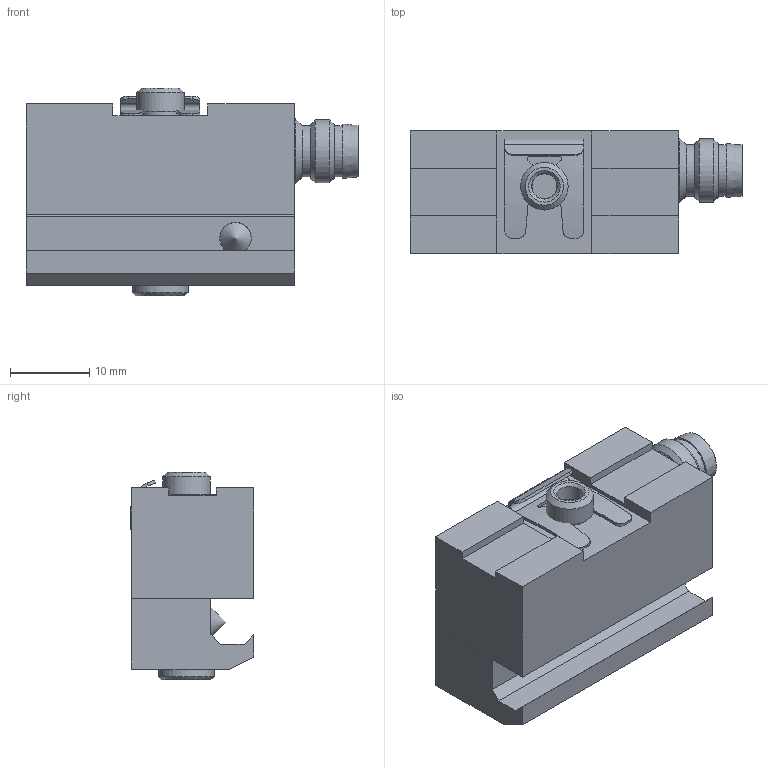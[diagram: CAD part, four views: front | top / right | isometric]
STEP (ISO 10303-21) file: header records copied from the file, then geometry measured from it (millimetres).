
FILE_DESCRIPTION(/* description */ ('STEP AP214'),/* implementation_level */ '2;1');
FILE_NAME(/* name */ '150851_SME-1-S-LED-24-B',/* time_stamp */ '2024-09-15T07:44:07+02:00',/* author */ ('License CC BY-ND 4.0'),/* organization */ ('CADENAS'),/* preprocessor_version */ 'ST-DEVELOPER v19.3',/* originating_system */ 'PARTsolutions',/* authorisation */ ' ');
FILE_SCHEMA (('AUTOMOTIVE_DESIGN {1 0 10303 214 3 1 1}'));
Length unit declared in the file: millimetre
Products named in the file (7): 150851 SME-1-S-LED-24-B; 150851 SME-1-S-LED-24-B---(sme1); 217691 SME-1; Tooth lock washer DIN 6797 A4.3; DIN-912 - M4x20(F); DIN-914 - M4x12(F); 331087 6-SXN-53
Assembly tree (6 placements, depth 2):
  150851 SME-1-S-LED-24-B
    150851 SME-1-S-LED-24-B---(sme1)
    217691 SME-1
    Tooth lock washer DIN 6797 A4.3
    DIN-912 - M4x20(F)
    DIN-914 - M4x12(F)
    331087 6-SXN-53
Bounding box: 42 x 15.6 x 26.3 mm (x, y, z)
Volume: 10993.8 mm3; surface area: 6001 mm2
Topology: 6 solids, 6 shells, 195 faces, 461 edges, 289 vertices
Faces by surface type: plane 103, cylinder 59, cone 30, torus 3
Full cylindrical faces by diameter (mm): 1 x3, 2 x1, 3.242 x2, 4 x2, 4.3 x1, 4.5 x1, 5 x1, 5.6 x1, 6 x1, 6.5 x2, 7 x1, 8 x1, 8.2 x2
Entity records: 5952 total; most frequent: CARTESIAN_POINT 1017, DIRECTION 931, ORIENTED_EDGE 824, EDGE_CURVE 412, AXIS2_PLACEMENT_3D 349, VERTEX_POINT 283, FACE_BOUND 257, EDGE_LOOP 254
